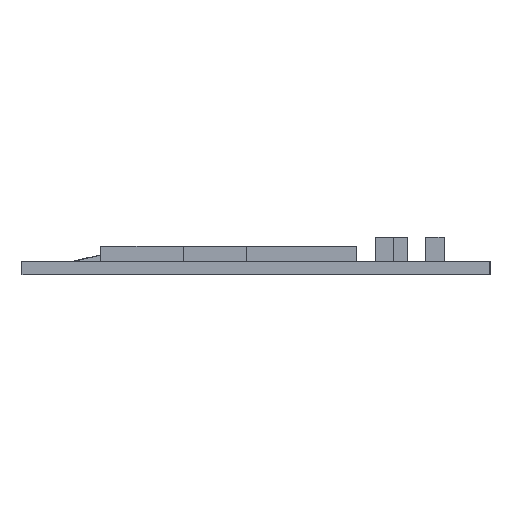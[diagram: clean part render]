
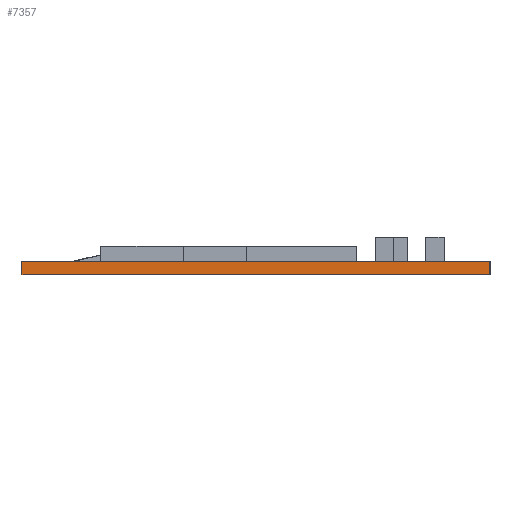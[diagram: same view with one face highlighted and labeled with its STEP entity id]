
A CAD part, left-side view. The second image highlights one B-rep face of the part: STEP entity #7357.
In plain terms, the highlighted planar face has unit normal (-1, 0, 0).
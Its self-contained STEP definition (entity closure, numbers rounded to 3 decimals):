
#711 = CARTESIAN_POINT ( 'NONE',  ( -4050., -2550., 150. ) ) ;
#872 = ORIENTED_EDGE ( 'NONE', *, *, #8969, .F. ) ;
#1125 = LINE ( 'NONE', #2990, #3206 ) ;
#1126 = VERTEX_POINT ( 'NONE', #1578 ) ;
#1315 = PLANE ( 'NONE',  #3670 ) ;
#1431 = EDGE_CURVE ( 'NONE', #8001, #9033, #9968, .T. ) ;
#1513 = FACE_OUTER_BOUND ( 'NONE', #4012, .T. ) ;
#1578 = CARTESIAN_POINT ( 'NONE',  ( -4050., 2550., 150. ) ) ;
#1819 = VECTOR ( 'NONE', #4334, 1000. ) ;
#1822 = VERTEX_POINT ( 'NONE', #6608 ) ;
#1911 = VECTOR ( 'NONE', #3921, 1000. ) ;
#2563 = VECTOR ( 'NONE', #3282, 1000. ) ;
#2605 = CARTESIAN_POINT ( 'NONE',  ( -4050., -2550., -9572.037 ) ) ;
#2653 = EDGE_CURVE ( 'NONE', #1126, #9033, #10066, .T. ) ;
#2885 = CARTESIAN_POINT ( 'NONE',  ( -4050., 2550., -9572.037 ) ) ;
#2990 = CARTESIAN_POINT ( 'NONE',  ( -4050., 2550., -9572.037 ) ) ;
#3206 = VECTOR ( 'NONE', #6146, 1000. ) ;
#3282 = DIRECTION ( 'NONE',  ( 0., 1., 0. ) ) ;
#3670 = AXIS2_PLACEMENT_3D ( 'NONE', #2885, #8415, #3692 ) ;
#3692 = DIRECTION ( 'NONE',  ( 0., 0., 1. ) ) ;
#3921 = DIRECTION ( 'NONE',  ( 0., -1., 0. ) ) ;
#4012 = EDGE_LOOP ( 'NONE', ( #5644, #872, #5790, #7120 ) ) ;
#4096 = CARTESIAN_POINT ( 'NONE',  ( -4050., 2550., 150. ) ) ;
#4334 = DIRECTION ( 'NONE',  ( 0., 0., 1. ) ) ;
#5644 = ORIENTED_EDGE ( 'NONE', *, *, #2653, .F. ) ;
#5790 = ORIENTED_EDGE ( 'NONE', *, *, #9890, .F. ) ;
#6146 = DIRECTION ( 'NONE',  ( 0., 0., 1. ) ) ;
#6608 = CARTESIAN_POINT ( 'NONE',  ( -4050., 2550., 0. ) ) ;
#7120 = ORIENTED_EDGE ( 'NONE', *, *, #1431, .T. ) ;
#7357 = ADVANCED_FACE ( 'NONE', ( #1513 ), #1315, .T. ) ;
#8001 = VERTEX_POINT ( 'NONE', #8299 ) ;
#8004 = CARTESIAN_POINT ( 'NONE',  ( -4050., 2550., 0. ) ) ;
#8299 = CARTESIAN_POINT ( 'NONE',  ( -4050., -2550., 0. ) ) ;
#8415 = DIRECTION ( 'NONE',  ( -1., 0., 0. ) ) ;
#8872 = LINE ( 'NONE', #8004, #2563 ) ;
#8969 = EDGE_CURVE ( 'NONE', #1822, #1126, #1125, .T. ) ;
#9033 = VERTEX_POINT ( 'NONE', #711 ) ;
#9890 = EDGE_CURVE ( 'NONE', #8001, #1822, #8872, .T. ) ;
#9968 = LINE ( 'NONE', #2605, #1819 ) ;
#10066 = LINE ( 'NONE', #4096, #1911 ) ;
